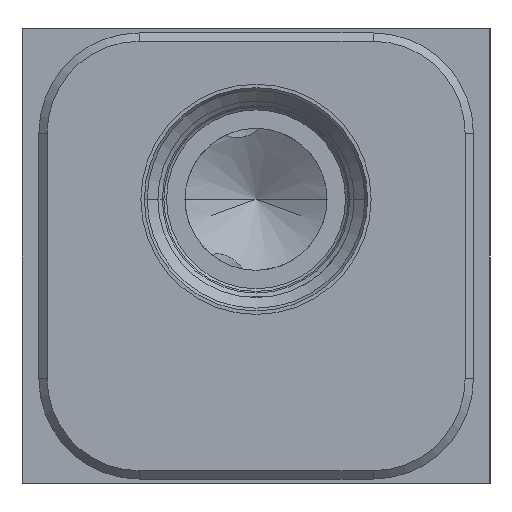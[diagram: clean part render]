
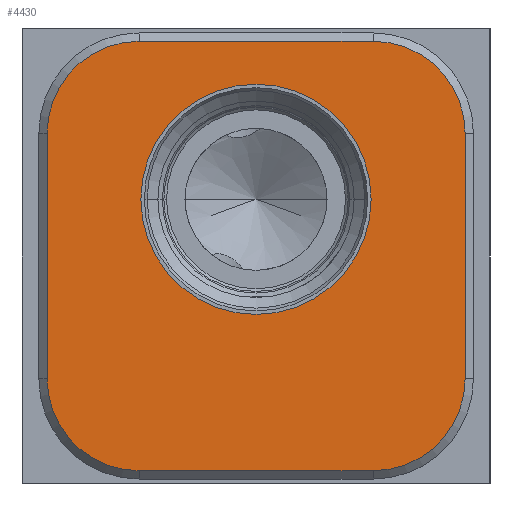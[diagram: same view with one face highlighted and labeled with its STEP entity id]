
A CAD part, left-side view. The second image highlights one B-rep face of the part: STEP entity #4430.
In plain terms, the highlighted planar face has unit normal (-1, 0, 0).
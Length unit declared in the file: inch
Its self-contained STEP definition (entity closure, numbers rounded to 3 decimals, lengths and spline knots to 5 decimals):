
#1472=CARTESIAN_POINT('',(0.,0.875,1.062));
#1473=DIRECTION('',(1.,0.,0.));
#1474=DIRECTION('',(0.,-1.,0.));
#1475=AXIS2_PLACEMENT_3D('',#1472,#1473,#1474);
#1477=CARTESIAN_POINT('',(0.,0.875,1.062));
#1478=DIRECTION('',(1.,0.,0.));
#1479=DIRECTION('',(0.,1.,0.));
#1480=AXIS2_PLACEMENT_3D('',#1477,#1478,#1479);
#1482=CARTESIAN_POINT('',(0.,0.437,1.309));
#1483=DIRECTION('',(1.,0.,0.));
#1484=DIRECTION('',(0.,0.,1.));
#1485=AXIS2_PLACEMENT_3D('',#1482,#1483,#1484);
#1496=DIRECTION('',(0.,-1.,0.));
#1497=VECTOR('',#1496,0.875);
#1498=CARTESIAN_POINT('',(0.,1.312,1.653));
#1499=LINE('',#1498,#1497);
#1508=CARTESIAN_POINT('',(0.,1.312,1.309));
#1509=DIRECTION('',(1.,0.,0.));
#1510=DIRECTION('',(0.,1.,0.));
#1511=AXIS2_PLACEMENT_3D('',#1508,#1509,#1510);
#1522=DIRECTION('',(0.,0.,1.));
#1523=VECTOR('',#1522,0.918);
#1524=CARTESIAN_POINT('',(0.,1.656,0.391));
#1525=LINE('',#1524,#1523);
#1534=CARTESIAN_POINT('',(0.,1.312,0.391));
#1535=DIRECTION('',(1.,0.,0.));
#1536=DIRECTION('',(0.,0.,-1.));
#1537=AXIS2_PLACEMENT_3D('',#1534,#1535,#1536);
#1548=DIRECTION('',(0.,1.,0.));
#1549=VECTOR('',#1548,0.875);
#1550=CARTESIAN_POINT('',(0.,0.437,0.047));
#1551=LINE('',#1550,#1549);
#1556=CARTESIAN_POINT('',(0.,0.437,0.391));
#1557=DIRECTION('',(1.,0.,0.));
#1558=DIRECTION('',(0.,-1.,0.));
#1559=AXIS2_PLACEMENT_3D('',#1556,#1557,#1558);
#1574=DIRECTION('',(0.,0.,-1.));
#1575=VECTOR('',#1574,0.918);
#1576=CARTESIAN_POINT('',(0.,0.093,1.309));
#1577=LINE('',#1576,#1575);
#3105=CARTESIAN_POINT('',(0.,0.4445,1.062));
#3106=CARTESIAN_POINT('',(0.,1.3055,1.062));
#3107=VERTEX_POINT('',#3105);
#3108=VERTEX_POINT('',#3106);
#3150=CARTESIAN_POINT('',(0.,0.437,0.047));
#3151=CARTESIAN_POINT('',(0.,1.312,0.047));
#3152=VERTEX_POINT('',#3150);
#3153=VERTEX_POINT('',#3151);
#3158=CARTESIAN_POINT('',(0.,1.656,0.391));
#3159=VERTEX_POINT('',#3158);
#3162=CARTESIAN_POINT('',(0.,1.656,1.309));
#3163=VERTEX_POINT('',#3162);
#3166=CARTESIAN_POINT('',(0.,1.312,1.653));
#3167=VERTEX_POINT('',#3166);
#3170=CARTESIAN_POINT('',(0.,0.437,1.653));
#3171=VERTEX_POINT('',#3170);
#3174=CARTESIAN_POINT('',(0.,0.093,1.309));
#3175=VERTEX_POINT('',#3174);
#3178=CARTESIAN_POINT('',(0.,0.093,0.391));
#3179=VERTEX_POINT('',#3178);
#4402=CARTESIAN_POINT('',(0.,1.75,0.));
#4403=DIRECTION('',(-1.,0.,0.));
#4404=DIRECTION('',(0.,-1.,0.));
#4405=AXIS2_PLACEMENT_3D('',#4402,#4403,#4404);
#4406=PLANE('',#4405);
#4408=ORIENTED_EDGE('',*,*,#4407,.T.);
#4410=ORIENTED_EDGE('',*,*,#4409,.T.);
#4412=ORIENTED_EDGE('',*,*,#4411,.T.);
#4414=ORIENTED_EDGE('',*,*,#4413,.T.);
#4416=ORIENTED_EDGE('',*,*,#4415,.T.);
#4418=ORIENTED_EDGE('',*,*,#4417,.T.);
#4420=ORIENTED_EDGE('',*,*,#4419,.T.);
#4422=ORIENTED_EDGE('',*,*,#4421,.T.);
#4423=EDGE_LOOP('',(#4408,#4410,#4412,#4414,#4416,#4418,#4420,#4422));
#4424=FACE_OUTER_BOUND('',#4423,.F.);
#4426=ORIENTED_EDGE('',*,*,#4425,.F.);
#4427=ORIENTED_EDGE('',*,*,#4392,.F.);
#4428=EDGE_LOOP('',(#4426,#4427));
#4429=FACE_BOUND('',#4428,.F.);
#4430=ADVANCED_FACE('',(#4424,#4429),#4406,.T.);
#1476=CIRCLE('',#1475,0.4305);
#1481=CIRCLE('',#1480,0.4305);
#1486=CIRCLE('',#1485,0.344);
#1512=CIRCLE('',#1511,0.344);
#1538=CIRCLE('',#1537,0.344);
#1560=CIRCLE('',#1559,0.344);
#4392=EDGE_CURVE('',#3108,#3107,#1481,.T.);
#4407=EDGE_CURVE('',#3171,#3175,#1486,.T.);
#4409=EDGE_CURVE('',#3175,#3179,#1577,.T.);
#4411=EDGE_CURVE('',#3179,#3152,#1560,.T.);
#4413=EDGE_CURVE('',#3152,#3153,#1551,.T.);
#4415=EDGE_CURVE('',#3153,#3159,#1538,.T.);
#4417=EDGE_CURVE('',#3159,#3163,#1525,.T.);
#4419=EDGE_CURVE('',#3163,#3167,#1512,.T.);
#4421=EDGE_CURVE('',#3167,#3171,#1499,.T.);
#4425=EDGE_CURVE('',#3107,#3108,#1476,.T.);
